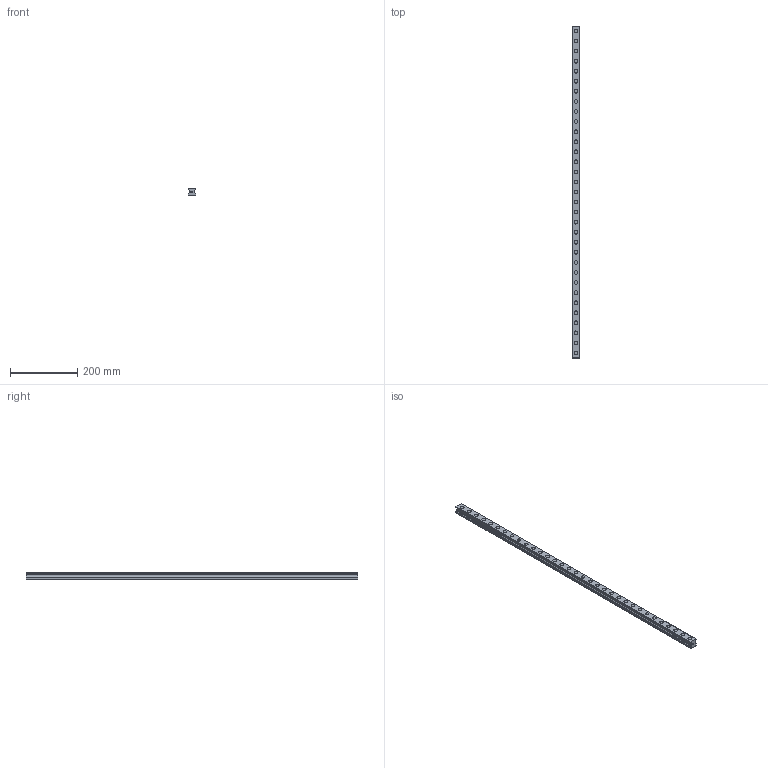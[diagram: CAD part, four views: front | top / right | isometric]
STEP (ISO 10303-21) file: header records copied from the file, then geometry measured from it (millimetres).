
FILE_DESCRIPTION(('STEP AP214'),'1');
FILE_NAME('cctmp_C7D350AD-FB26-44B3-A46F-B471953E46C5_2021_03_10_17_31_20_0135..stp','2021-03-10T16:31:20',('HIWIN GmbH'),('CADClick - www.CADClick.com'),'Spatial InterOp 3D',' ','unknown authorization');
FILE_SCHEMA(('AUTOMOTIVE_DESIGN'));
Length unit declared in the file: millimetre
Products named in the file (1): RGR25R990H_FILE
Bounding box: 23 x 990 x 23.6 mm (x, y, z)
Volume: 397007.9 mm3; surface area: 123447.8 mm2
Topology: 1 solids, 1 shells, 414 faces, 927 edges, 618 vertices
Faces by surface type: cylinder 216, plane 198
Entity records: 15019 total; most frequent: DIRECTION 2189, CARTESIAN_POINT 1960, ORIENTED_EDGE 1854, EDGE_CURVE 927, AXIS2_PLACEMENT_3D 847, VERTEX_POINT 618, EDGE_LOOP 517, LINE 495
